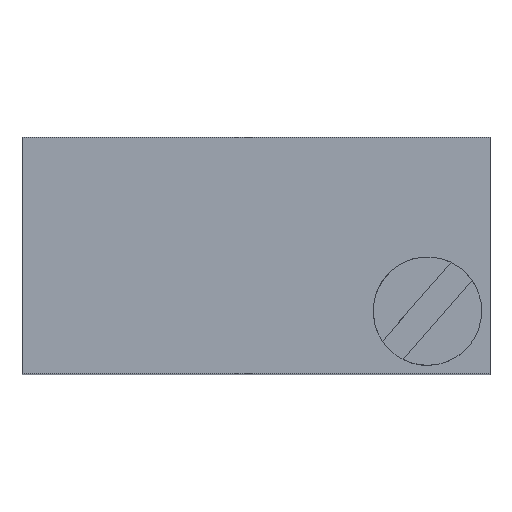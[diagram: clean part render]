
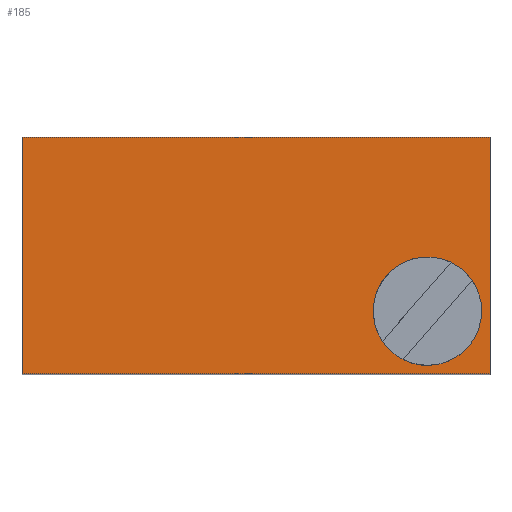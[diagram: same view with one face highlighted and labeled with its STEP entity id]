
A CAD part, top view. The second image highlights one B-rep face of the part: STEP entity #185.
In plain terms, the highlighted planar face has unit normal (0, 0, 1).
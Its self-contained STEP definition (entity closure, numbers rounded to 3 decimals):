
#185 = ADVANCED_FACE('',(#186,#220),#240,.T.);
#186 = FACE_BOUND('',#187,.T.);
#187 = EDGE_LOOP('',(#188,#198,#206,#214));
#188 = ORIENTED_EDGE('',*,*,#189,.T.);
#189 = EDGE_CURVE('',#190,#192,#194,.T.);
#190 = VERTEX_POINT('',#191);
#191 = CARTESIAN_POINT('',(2.31,-2.4,10.));
#192 = VERTEX_POINT('',#193);
#193 = CARTESIAN_POINT('',(2.31,2.4,10.));
#194 = LINE('',#195,#196);
#195 = CARTESIAN_POINT('',(2.31,0.,10.));
#196 = VECTOR('',#197,1.);
#197 = DIRECTION('',(0.,1.,0.));
#198 = ORIENTED_EDGE('',*,*,#199,.F.);
#199 = EDGE_CURVE('',#200,#192,#202,.T.);
#200 = VERTEX_POINT('',#201);
#201 = CARTESIAN_POINT('',(-7.19,2.4,10.));
#202 = LINE('',#203,#204);
#203 = CARTESIAN_POINT('',(2.31,2.4,10.));
#204 = VECTOR('',#205,1.);
#205 = DIRECTION('',(1.,0.,0.));
#206 = ORIENTED_EDGE('',*,*,#207,.T.);
#207 = EDGE_CURVE('',#200,#208,#210,.T.);
#208 = VERTEX_POINT('',#209);
#209 = CARTESIAN_POINT('',(-7.19,-2.4,10.));
#210 = LINE('',#211,#212);
#211 = CARTESIAN_POINT('',(-7.19,0.,10.));
#212 = VECTOR('',#213,1.);
#213 = DIRECTION('',(0.,-1.,0.));
#214 = ORIENTED_EDGE('',*,*,#215,.F.);
#215 = EDGE_CURVE('',#190,#208,#216,.T.);
#216 = LINE('',#217,#218);
#217 = CARTESIAN_POINT('',(2.31,-2.4,10.));
#218 = VECTOR('',#219,1.);
#219 = DIRECTION('',(-1.,0.,0.));
#220 = FACE_BOUND('',#221,.T.);
#221 = EDGE_LOOP('',(#222,#233));
#222 = ORIENTED_EDGE('',*,*,#223,.T.);
#223 = EDGE_CURVE('',#224,#226,#228,.T.);
#224 = VERTEX_POINT('',#225);
#225 = CARTESIAN_POINT('',(0.544,-2.112,10.));
#226 = VERTEX_POINT('',#227);
#227 = CARTESIAN_POINT('',(2.14,-1.13,10.));
#228 = CIRCLE('',#229,1.1);
#229 = AXIS2_PLACEMENT_3D('',#230,#231,#232);
#230 = CARTESIAN_POINT('',(1.04,-1.13,10.));
#231 = DIRECTION('',(0.,0.,-1.));
#232 = DIRECTION('',(-1.,0.,0.));
#233 = ORIENTED_EDGE('',*,*,#234,.T.);
#234 = EDGE_CURVE('',#226,#224,#235,.T.);
#235 = CIRCLE('',#236,1.1);
#236 = AXIS2_PLACEMENT_3D('',#237,#238,#239);
#237 = CARTESIAN_POINT('',(1.04,-1.13,10.));
#238 = DIRECTION('',(0.,0.,-1.));
#239 = DIRECTION('',(-1.,0.,0.));
#240 = PLANE('',#241);
#241 = AXIS2_PLACEMENT_3D('',#242,#243,#244);
#242 = CARTESIAN_POINT('',(-7.19,0.,10.));
#243 = DIRECTION('',(0.,0.,1.));
#244 = DIRECTION('',(1.,0.,0.));
